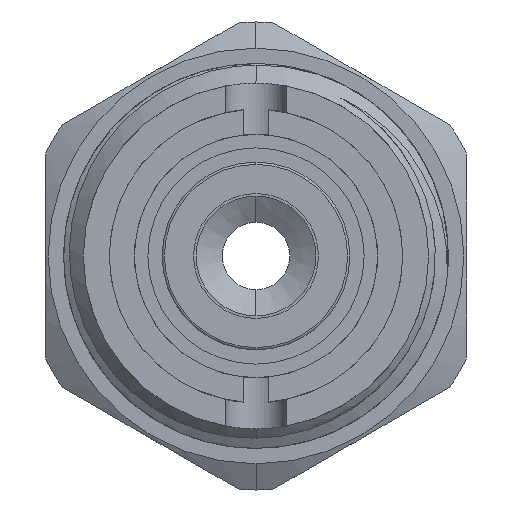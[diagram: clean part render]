
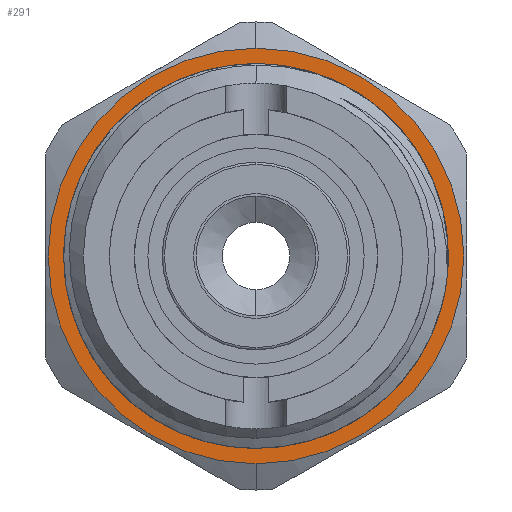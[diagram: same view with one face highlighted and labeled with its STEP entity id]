
A CAD part, front view. The second image highlights one B-rep face of the part: STEP entity #291.
In plain terms, the highlighted planar face has unit normal (0, -1, 0).
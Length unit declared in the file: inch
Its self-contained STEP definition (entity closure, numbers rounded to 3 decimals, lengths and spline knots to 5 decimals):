
#90 = CARTESIAN_POINT ( 'NONE',  ( 0., 0.945, 0. ) ) ;
#291 = ADVANCED_FACE ( 'NONE', ( #4369, #7914 ), #2510, .T. ) ;
#499 = DIRECTION ( 'NONE',  ( 0., 0., -1. ) ) ;
#561 = DIRECTION ( 'NONE',  ( 0., 0., -1. ) ) ;
#749 = CARTESIAN_POINT ( 'NONE',  ( 0., 0.945, -0.46 ) ) ;
#1401 = CARTESIAN_POINT ( 'NONE',  ( 0., 0.945, 0. ) ) ;
#1532 = CARTESIAN_POINT ( 'NONE',  ( 0., 0.945, -0.555 ) ) ;
#1740 = ORIENTED_EDGE ( 'NONE', *, *, #10633, .F. ) ;
#1963 = VERTEX_POINT ( 'NONE', #749 ) ;
#2023 = AXIS2_PLACEMENT_3D ( 'NONE', #11716, #2698, #3819 ) ;
#2510 = PLANE ( 'NONE',  #5725 ) ;
#2698 = DIRECTION ( 'NONE',  ( 0., -1., 0. ) ) ;
#2858 = AXIS2_PLACEMENT_3D ( 'NONE', #90, #3864, #12756 ) ;
#3755 = CIRCLE ( 'NONE', #11227, 0.46 ) ;
#3819 = DIRECTION ( 'NONE',  ( 0., 0., -1. ) ) ;
#3864 = DIRECTION ( 'NONE',  ( 0., -1., 0. ) ) ;
#4232 = EDGE_LOOP ( 'NONE', ( #11002, #1740 ) ) ;
#4369 = FACE_OUTER_BOUND ( 'NONE', #10554, .T. ) ;
#4513 = CARTESIAN_POINT ( 'NONE',  ( 0., 0.945, 0.555 ) ) ;
#4853 = CARTESIAN_POINT ( 'NONE',  ( 0., 0.945, 0.555 ) ) ;
#5653 = ORIENTED_EDGE ( 'NONE', *, *, #10979, .T. ) ;
#5725 = AXIS2_PLACEMENT_3D ( 'NONE', #4513, #6497, #561 ) ;
#6294 = EDGE_CURVE ( 'NONE', #1963, #6733, #3755, .T. ) ;
#6497 = DIRECTION ( 'NONE',  ( 0., -1., 0. ) ) ;
#6733 = VERTEX_POINT ( 'NONE', #6779 ) ;
#6779 = CARTESIAN_POINT ( 'NONE',  ( 0., 0.945, 0.46 ) ) ;
#7501 = CARTESIAN_POINT ( 'NONE',  ( 0., 0.945, 0. ) ) ;
#7914 = FACE_BOUND ( 'NONE', #4232, .T. ) ;
#9264 = CIRCLE ( 'NONE', #11467, 0.555 ) ;
#9582 = CIRCLE ( 'NONE', #2023, 0.555 ) ;
#9681 = VERTEX_POINT ( 'NONE', #1532 ) ;
#10327 = DIRECTION ( 'NONE',  ( 0., -1., 0. ) ) ;
#10489 = EDGE_CURVE ( 'NONE', #11298, #9681, #9582, .T. ) ;
#10554 = EDGE_LOOP ( 'NONE', ( #10579, #5653 ) ) ;
#10579 = ORIENTED_EDGE ( 'NONE', *, *, #10489, .T. ) ;
#10633 = EDGE_CURVE ( 'NONE', #6733, #1963, #12818, .T. ) ;
#10979 = EDGE_CURVE ( 'NONE', #9681, #11298, #9264, .T. ) ;
#11002 = ORIENTED_EDGE ( 'NONE', *, *, #6294, .F. ) ;
#11227 = AXIS2_PLACEMENT_3D ( 'NONE', #7501, #12459, #499 ) ;
#11298 = VERTEX_POINT ( 'NONE', #4853 ) ;
#11368 = DIRECTION ( 'NONE',  ( 0., 0., -1. ) ) ;
#11467 = AXIS2_PLACEMENT_3D ( 'NONE', #1401, #10327, #11368 ) ;
#11716 = CARTESIAN_POINT ( 'NONE',  ( 0., 0.945, 0. ) ) ;
#12459 = DIRECTION ( 'NONE',  ( 0., -1., 0. ) ) ;
#12756 = DIRECTION ( 'NONE',  ( 0., 0., -1. ) ) ;
#12818 = CIRCLE ( 'NONE', #2858, 0.46 ) ;
